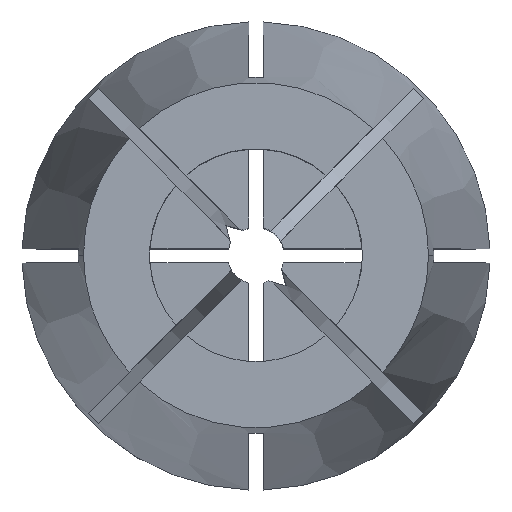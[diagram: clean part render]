
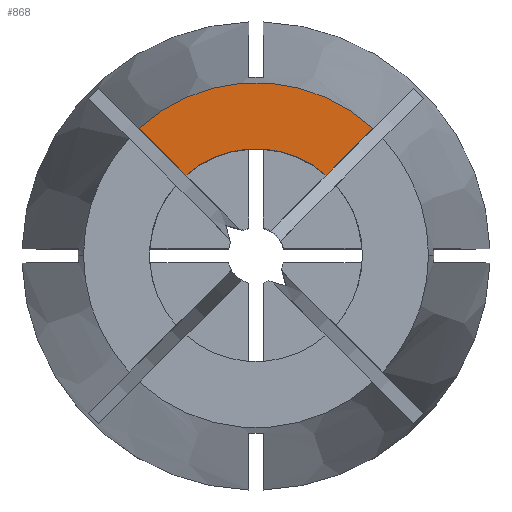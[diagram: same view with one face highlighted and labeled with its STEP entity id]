
A CAD part, top view. The second image highlights one B-rep face of the part: STEP entity #868.
In plain terms, the highlighted planar face has unit normal (0, 0, 1).
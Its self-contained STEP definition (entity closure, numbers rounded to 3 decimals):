
#13 = DIRECTION ( 'NONE',  ( 0., 0., 1. ) ) ;
#18 = AXIS2_PLACEMENT_3D ( 'NONE', #1487, #1976, #2038 ) ;
#31 = LINE ( 'NONE', #353, #2248 ) ;
#99 = CARTESIAN_POINT ( 'NONE',  ( 8.236, 8.943, 0. ) ) ;
#112 = CARTESIAN_POINT ( 'NONE',  ( -8.236, 8.943, 0. ) ) ;
#255 = VECTOR ( 'NONE', #1409, 1000. ) ;
#353 = CARTESIAN_POINT ( 'NONE',  ( -0.354, 0.354, 0. ) ) ;
#393 = DIRECTION ( 'NONE',  ( 1., 0., 0. ) ) ;
#610 = DIRECTION ( 'NONE',  ( 0.707, 0.707, 0. ) ) ;
#620 = AXIS2_PLACEMENT_3D ( 'NONE', #2305, #2520, #1579 ) ;
#644 = CARTESIAN_POINT ( 'NONE',  ( 0., 0., 0. ) ) ;
#762 = ORIENTED_EDGE ( 'NONE', *, *, #2083, .T. ) ;
#868 = ADVANCED_FACE ( 'NONE', ( #2741 ), #1998, .F. ) ;
#1063 = EDGE_CURVE ( 'NONE', #1109, #2453, #1362, .T. ) ;
#1109 = VERTEX_POINT ( 'NONE', #1249 ) ;
#1125 = CARTESIAN_POINT ( 'NONE',  ( 0.354, 0.354, 0. ) ) ;
#1249 = CARTESIAN_POINT ( 'NONE',  ( 4.938, 5.645, 0. ) ) ;
#1362 = CIRCLE ( 'NONE', #1717, 7.5 ) ;
#1409 = DIRECTION ( 'NONE',  ( 0.707, -0.707, 0. ) ) ;
#1432 = VERTEX_POINT ( 'NONE', #112 ) ;
#1487 = CARTESIAN_POINT ( 'NONE',  ( 0., 0., 0. ) ) ;
#1527 = CIRCLE ( 'NONE', #620, 12.158 ) ;
#1535 = CARTESIAN_POINT ( 'NONE',  ( -4.938, 5.645, 0. ) ) ;
#1579 = DIRECTION ( 'NONE',  ( 1., 0., 0. ) ) ;
#1596 = ORIENTED_EDGE ( 'NONE', *, *, #1995, .T. ) ;
#1717 = AXIS2_PLACEMENT_3D ( 'NONE', #644, #13, #393 ) ;
#1973 = LINE ( 'NONE', #1125, #255 ) ;
#1976 = DIRECTION ( 'NONE',  ( 0., 0., -1. ) ) ;
#1995 = EDGE_CURVE ( 'NONE', #1109, #2750, #31, .T. ) ;
#1998 = PLANE ( 'NONE',  #18 ) ;
#2038 = DIRECTION ( 'NONE',  ( -1., 0., 0. ) ) ;
#2083 = EDGE_CURVE ( 'NONE', #2750, #1432, #1527, .T. ) ;
#2104 = ORIENTED_EDGE ( 'NONE', *, *, #1063, .F. ) ;
#2116 = ORIENTED_EDGE ( 'NONE', *, *, #2673, .T. ) ;
#2248 = VECTOR ( 'NONE', #610, 1000. ) ;
#2305 = CARTESIAN_POINT ( 'NONE',  ( 0., 0., 0. ) ) ;
#2422 = EDGE_LOOP ( 'NONE', ( #2104, #1596, #762, #2116 ) ) ;
#2453 = VERTEX_POINT ( 'NONE', #1535 ) ;
#2520 = DIRECTION ( 'NONE',  ( 0., 0., 1. ) ) ;
#2673 = EDGE_CURVE ( 'NONE', #1432, #2453, #1973, .T. ) ;
#2741 = FACE_OUTER_BOUND ( 'NONE', #2422, .T. ) ;
#2750 = VERTEX_POINT ( 'NONE', #99 ) ;
